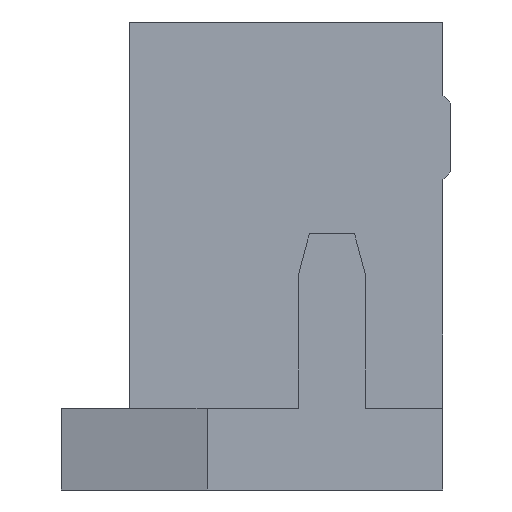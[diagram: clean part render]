
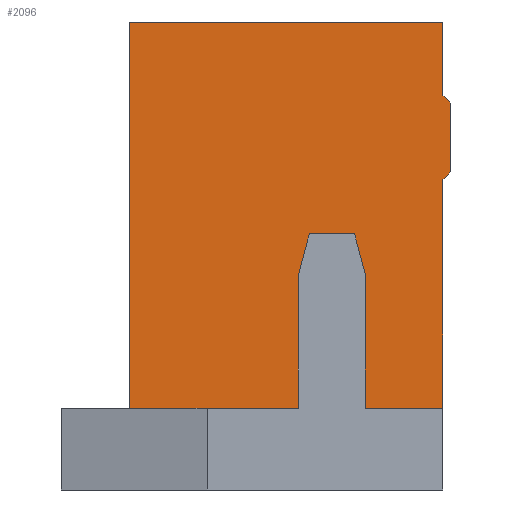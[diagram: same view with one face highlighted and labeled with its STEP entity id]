
A CAD part, left-side view. The second image highlights one B-rep face of the part: STEP entity #2096.
In plain terms, the highlighted planar face has unit normal (-1, 0, 0).
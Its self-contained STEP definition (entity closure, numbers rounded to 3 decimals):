
#639 = EDGE_CURVE ( 'NONE', #3839, #1227, #6171, .T. ) ;
#654 = EDGE_CURVE ( 'NONE', #1228, #3895, #6206, .T. ) ;
#658 = EDGE_CURVE ( 'NONE', #1228, #1231, #6214, .T. ) ;
#660 = EDGE_CURVE ( 'NONE', #1230, #1231, #6218, .T. ) ;
#666 = EDGE_CURVE ( 'NONE', #1227, #1234, #6230, .T. ) ;
#669 = EDGE_CURVE ( 'NONE', #1234, #1236, #6236, .T. ) ;
#670 = EDGE_CURVE ( 'NONE', #1230, #1236, #6238, .T. ) ;
#787 = EDGE_CURVE ( 'NONE', #3894, #1248, #6472, .T. ) ;
#790 = EDGE_CURVE ( 'NONE', #1249, #3927, #6478, .T. ) ;
#791 = EDGE_CURVE ( 'NONE', #1248, #1249, #6480, .T. ) ;
#1044 = EDGE_CURVE ( 'NONE', #3839, #3840, #8013, .T. ) ;
#1101 = EDGE_CURVE ( 'NONE', #3895, #3894, #7996, .T. ) ;
#1149 = EDGE_CURVE ( 'NONE', #3927, #3926, #8202, .T. ) ;
#1227 = VERTEX_POINT ( 'NONE', #9540 ) ;
#1228 = VERTEX_POINT ( 'NONE', #9541 ) ;
#1230 = VERTEX_POINT ( 'NONE', #9543 ) ;
#1231 = VERTEX_POINT ( 'NONE', #9544 ) ;
#1234 = VERTEX_POINT ( 'NONE', #9547 ) ;
#1236 = VERTEX_POINT ( 'NONE', #9549 ) ;
#1248 = VERTEX_POINT ( 'NONE', #9561 ) ;
#1249 = VERTEX_POINT ( 'NONE', #9562 ) ;
#1897 = ORIENTED_EDGE ( 'NONE', *, *, #5153, .F. ) ;
#1898 = ORIENTED_EDGE ( 'NONE', *, *, #1044, .F. ) ;
#1899 = ORIENTED_EDGE ( 'NONE', *, *, #639, .T. ) ;
#1900 = ORIENTED_EDGE ( 'NONE', *, *, #666, .T. ) ;
#1901 = ORIENTED_EDGE ( 'NONE', *, *, #669, .T. ) ;
#1902 = ORIENTED_EDGE ( 'NONE', *, *, #670, .F. ) ;
#1903 = ORIENTED_EDGE ( 'NONE', *, *, #660, .T. ) ;
#1904 = ORIENTED_EDGE ( 'NONE', *, *, #658, .F. ) ;
#1905 = ORIENTED_EDGE ( 'NONE', *, *, #654, .T. ) ;
#1906 = ORIENTED_EDGE ( 'NONE', *, *, #1101, .T. ) ;
#1907 = ORIENTED_EDGE ( 'NONE', *, *, #787, .T. ) ;
#1908 = ORIENTED_EDGE ( 'NONE', *, *, #791, .T. ) ;
#1909 = ORIENTED_EDGE ( 'NONE', *, *, #790, .T. ) ;
#1910 = ORIENTED_EDGE ( 'NONE', *, *, #1149, .T. ) ;
#1986 = EDGE_LOOP ( 'NONE', ( #1897, #1898, #1899, #1900, #1901, #1902, #1903, #1904, #1905, #1906, #1907, #1908, #1909, #1910 ) ) ;
#2096 = ADVANCED_FACE ( 'NONE', ( #8315 ), #9822, .F. ) ;
#3839 = VERTEX_POINT ( 'NONE', #11317 ) ;
#3840 = VERTEX_POINT ( 'NONE', #11318 ) ;
#3894 = VERTEX_POINT ( 'NONE', #11372 ) ;
#3895 = VERTEX_POINT ( 'NONE', #11373 ) ;
#3926 = VERTEX_POINT ( 'NONE', #11404 ) ;
#3927 = VERTEX_POINT ( 'NONE', #11405 ) ;
#5153 = EDGE_CURVE ( 'NONE', #3840, #3926, #12116, .T. ) ;
#5573 = AXIS2_PLACEMENT_3D ( 'NONE', #9825, #9831, #9832 ) ;
#6171 = LINE ( 'NONE', #7047, #6176 ) ;
#6176 = VECTOR ( 'NONE', #7050, 1000. ) ;
#6206 = LINE ( 'NONE', #7079, #6207 ) ;
#6207 = VECTOR ( 'NONE', #7080, 1000. ) ;
#6214 = LINE ( 'NONE', #7087, #6215 ) ;
#6215 = VECTOR ( 'NONE', #7088, 1000. ) ;
#6218 = LINE ( 'NONE', #7091, #6219 ) ;
#6219 = VECTOR ( 'NONE', #7092, 1000. ) ;
#6230 = LINE ( 'NONE', #7103, #6231 ) ;
#6231 = VECTOR ( 'NONE', #7104, 1000. ) ;
#6236 = LINE ( 'NONE', #7109, #6237 ) ;
#6237 = VECTOR ( 'NONE', #7110, 1000. ) ;
#6238 = LINE ( 'NONE', #7111, #6239 ) ;
#6239 = VECTOR ( 'NONE', #7112, 1000. ) ;
#6472 = LINE ( 'NONE', #7346, #6473 ) ;
#6473 = VECTOR ( 'NONE', #7347, 1000. ) ;
#6478 = LINE ( 'NONE', #7352, #6479 ) ;
#6479 = VECTOR ( 'NONE', #7353, 1000. ) ;
#6480 = LINE ( 'NONE', #7354, #6481 ) ;
#6481 = VECTOR ( 'NONE', #7355, 1000. ) ;
#7047 = CARTESIAN_POINT ( 'NONE',  ( -7.529, 1.35, 0.9 ) ) ;
#7050 = DIRECTION ( 'NONE',  ( 0., -1., 0. ) ) ;
#7079 = CARTESIAN_POINT ( 'NONE',  ( -7.529, 1.35, 0.9 ) ) ;
#7080 = DIRECTION ( 'NONE',  ( 0., -1., 0. ) ) ;
#7087 = CARTESIAN_POINT ( 'NONE',  ( -7.529, -1.247, 1.127 ) ) ;
#7088 = DIRECTION ( 'NONE',  ( 0., 0., 1. ) ) ;
#7091 = CARTESIAN_POINT ( 'NONE',  ( -7.529, -1.751, 0.49 ) ) ;
#7092 = DIRECTION ( 'NONE',  ( 0., -0.259, -0.966 ) ) ;
#7103 = CARTESIAN_POINT ( 'NONE',  ( -7.529, -0.51, 1.127 ) ) ;
#7104 = DIRECTION ( 'NONE',  ( 0., 0., 1. ) ) ;
#7109 = CARTESIAN_POINT ( 'NONE',  ( -7.529, -0.441, 2.116 ) ) ;
#7110 = DIRECTION ( 'NONE',  ( 0., -0.259, 0.966 ) ) ;
#7111 = CARTESIAN_POINT ( 'NONE',  ( -7.529, -4.129, 2.818 ) ) ;
#7112 = DIRECTION ( 'NONE',  ( 0., 1., 0. ) ) ;
#7346 = CARTESIAN_POINT ( 'NONE',  ( -7.529, -3.437, 4.754 ) ) ;
#7347 = DIRECTION ( 'NONE',  ( 0., -0.707, 0.707 ) ) ;
#7352 = CARTESIAN_POINT ( 'NONE',  ( -7.529, -4.139, 2.305 ) ) ;
#7353 = DIRECTION ( 'NONE',  ( 0., 0.707, 0.707 ) ) ;
#7354 = CARTESIAN_POINT ( 'NONE',  ( -7.529, -2.185, 3.178 ) ) ;
#7355 = DIRECTION ( 'NONE',  ( 0., 0., 1. ) ) ;
#7996 = LINE ( 'NONE', #9216, #8127 ) ;
#8013 = LINE ( 'NONE', #9224, #8014 ) ;
#8014 = VECTOR ( 'NONE', #9225, 1000. ) ;
#8127 = VECTOR ( 'NONE', #9339, 1000. ) ;
#8202 = LINE ( 'NONE', #9428, #8223 ) ;
#8223 = VECTOR ( 'NONE', #9435, 1000. ) ;
#8315 = FACE_OUTER_BOUND ( 'NONE', #1986, .T. ) ;
#9216 = CARTESIAN_POINT ( 'NONE',  ( -7.529, -2.1, -12.783 ) ) ;
#9224 = CARTESIAN_POINT ( 'NONE',  ( -7.529, 1.35, -12.783 ) ) ;
#9225 = DIRECTION ( 'NONE',  ( 0., 0., 1. ) ) ;
#9339 = DIRECTION ( 'NONE',  ( 0., 0., 1. ) ) ;
#9428 = CARTESIAN_POINT ( 'NONE',  ( -7.529, -2.1, -12.783 ) ) ;
#9435 = DIRECTION ( 'NONE',  ( 0., 0., 1. ) ) ;
#9540 = CARTESIAN_POINT ( 'NONE',  ( -7.529, -0.51, 0.9 ) ) ;
#9541 = CARTESIAN_POINT ( 'NONE',  ( -7.529, -1.247, 0.9 ) ) ;
#9543 = CARTESIAN_POINT ( 'NONE',  ( -7.529, -1.127, 2.818 ) ) ;
#9544 = CARTESIAN_POINT ( 'NONE',  ( -7.529, -1.247, 2.372 ) ) ;
#9547 = CARTESIAN_POINT ( 'NONE',  ( -7.529, -0.51, 2.372 ) ) ;
#9549 = CARTESIAN_POINT ( 'NONE',  ( -7.529, -0.629, 2.818 ) ) ;
#9561 = CARTESIAN_POINT ( 'NONE',  ( -7.529, -2.185, 3.502 ) ) ;
#9562 = CARTESIAN_POINT ( 'NONE',  ( -7.529, -2.185, 4.258 ) ) ;
#9822 = PLANE ( 'NONE',  #5573 ) ;
#9825 = CARTESIAN_POINT ( 'NONE',  ( -7.529, 1.35, -12.783 ) ) ;
#9831 = DIRECTION ( 'NONE',  ( 1., 0., 0. ) ) ;
#9832 = DIRECTION ( 'NONE',  ( 0., 0., -1. ) ) ;
#11317 = CARTESIAN_POINT ( 'NONE',  ( -7.529, 1.35, 0.9 ) ) ;
#11318 = CARTESIAN_POINT ( 'NONE',  ( -7.529, 1.35, 5.15 ) ) ;
#11372 = CARTESIAN_POINT ( 'NONE',  ( -7.529, -2.1, 3.416 ) ) ;
#11373 = CARTESIAN_POINT ( 'NONE',  ( -7.529, -2.1, 0.9 ) ) ;
#11404 = CARTESIAN_POINT ( 'NONE',  ( -7.529, -2.1, 5.15 ) ) ;
#11405 = CARTESIAN_POINT ( 'NONE',  ( -7.529, -2.1, 4.343 ) ) ;
#12077 = CARTESIAN_POINT ( 'NONE',  ( -7.529, -12.532, 5.15 ) ) ;
#12078 = DIRECTION ( 'NONE',  ( 0., -1., 0. ) ) ;
#12116 = LINE ( 'NONE', #12077, #12117 ) ;
#12117 = VECTOR ( 'NONE', #12078, 1000. ) ;
